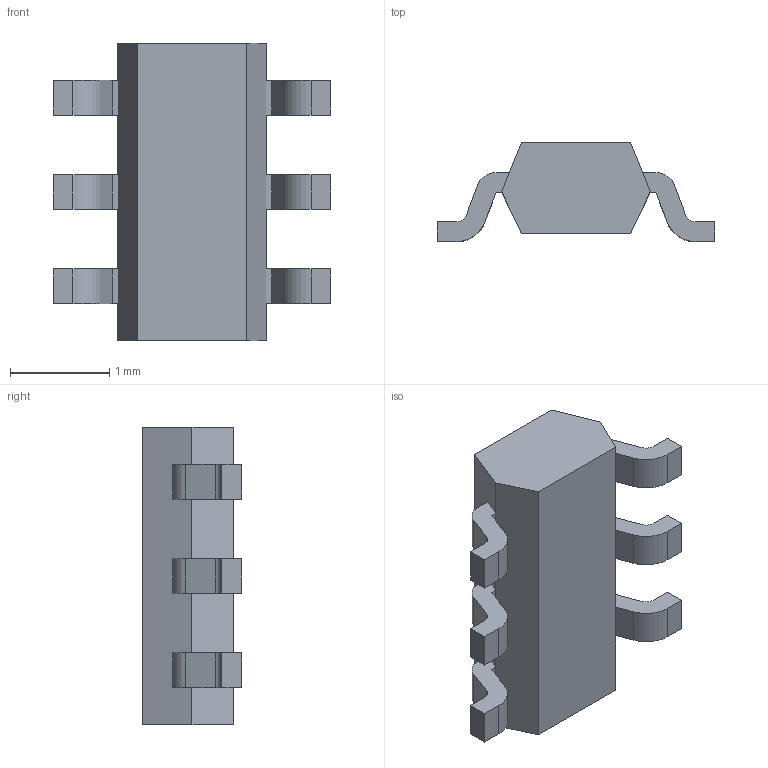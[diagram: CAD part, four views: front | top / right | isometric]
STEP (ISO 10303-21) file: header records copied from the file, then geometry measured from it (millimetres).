
FILE_DESCRIPTION (( 'STEP AP214' ), '1' );
FILE_NAME ('User Library-SOT457.STEP', '2017-03-09T01:05:38', ( 'Windows User' ), ( '' ), 'SwSTEP 2.0', 'SolidWorks 2017', '' );
FILE_SCHEMA (( 'AUTOMOTIVE_DESIGN' ));
Length unit declared in the file: millimetre
Products named in the file (3): User Library-SOT457_pin; User Library-SOT457_body; User Library-SOT457
Assembly tree (7 placements, depth 2):
  User Library-SOT457
    User Library-SOT457_body
    User Library-SOT457_pin  x6
Bounding box: 2.8 x 1 x 3 mm (x, y, z)
Volume: 4 mm3; surface area: 23 mm2
Topology: 7 solids, 7 shells, 86 faces, 216 edges, 144 vertices
Faces by surface type: plane 68, cylinder 18
Entity records: 992 total; most frequent: DIRECTION 119, CARTESIAN_POINT 116, ORIENTED_EDGE 102, EDGE_CURVE 51, VECTOR 45, LINE 45, AXIS2_PLACEMENT_3D 37, VERTEX_POINT 34
